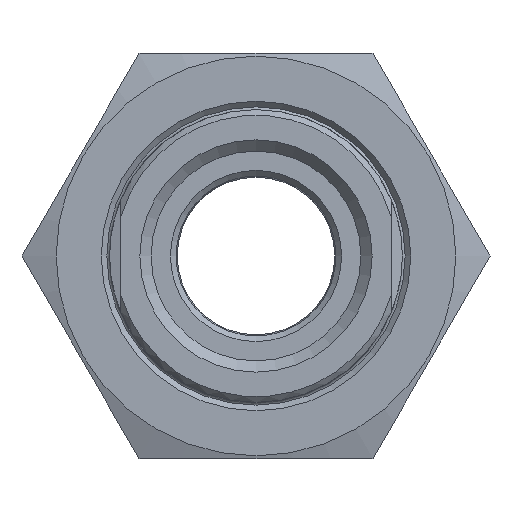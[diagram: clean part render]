
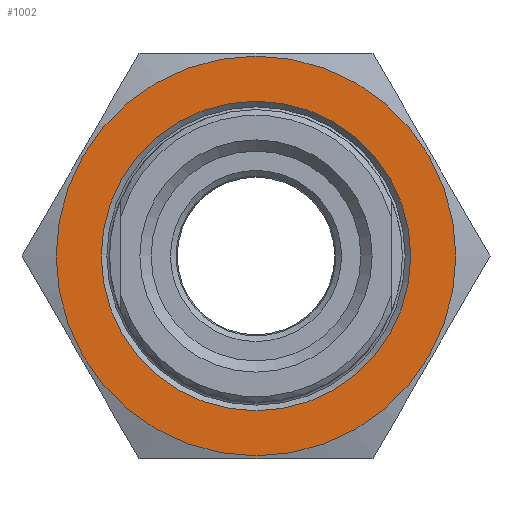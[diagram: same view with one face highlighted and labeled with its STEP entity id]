
A CAD part, left-side view. The second image highlights one B-rep face of the part: STEP entity #1002.
In plain terms, the highlighted planar face has unit normal (-1, 0, 0).
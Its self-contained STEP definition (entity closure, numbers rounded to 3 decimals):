
#48=FACE_BOUND('',#170,.T.);
#72=PLANE('',#1148);
#104=FACE_OUTER_BOUND('',#169,.T.);
#169=EDGE_LOOP('',(#724));
#170=EDGE_LOOP('',(#725));
#351=CIRCLE('',#1131,17.75);
#356=CIRCLE('',#1143,13.75);
#439=VERTEX_POINT('',#1678);
#445=VERTEX_POINT('',#1709);
#537=EDGE_CURVE('',#439,#439,#351,.T.);
#550=EDGE_CURVE('',#445,#445,#356,.T.);
#724=ORIENTED_EDGE('',*,*,#537,.T.);
#725=ORIENTED_EDGE('',*,*,#550,.F.);
#1002=ADVANCED_FACE('',(#104,#48),#72,.F.);
#1131=AXIS2_PLACEMENT_3D('',#1680,#1290,#1291);
#1143=AXIS2_PLACEMENT_3D('',#1710,#1320,#1321);
#1148=AXIS2_PLACEMENT_3D('',#1720,#1332,#1333);
#1290=DIRECTION('center_axis',(-1.,0.,0.));
#1291=DIRECTION('ref_axis',(0.,1.,0.));
#1320=DIRECTION('center_axis',(-1.,0.,0.));
#1321=DIRECTION('ref_axis',(0.,-1.,0.));
#1332=DIRECTION('center_axis',(1.,0.,0.));
#1333=DIRECTION('ref_axis',(0.,0.,-1.));
#1678=CARTESIAN_POINT('',(-7.75,-17.75,0.));
#1680=CARTESIAN_POINT('Origin',(-7.75,0.,0.));
#1709=CARTESIAN_POINT('',(-7.75,13.75,0.));
#1710=CARTESIAN_POINT('Origin',(-7.75,0.,0.));
#1720=CARTESIAN_POINT('Origin',(-7.75,0.,0.));
